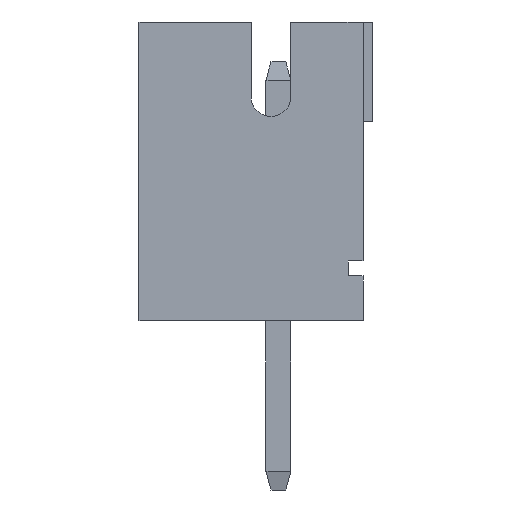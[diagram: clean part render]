
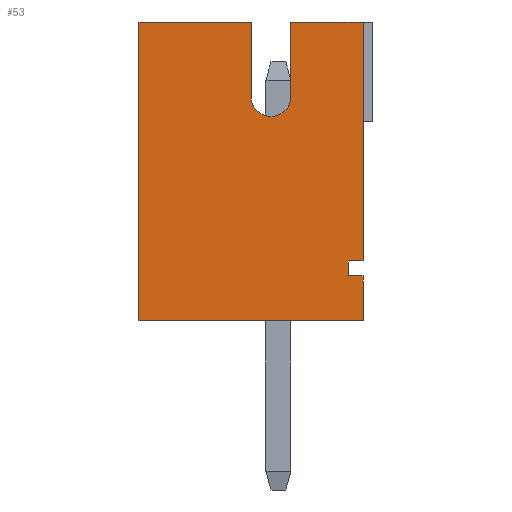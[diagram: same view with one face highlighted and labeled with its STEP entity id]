
A CAD part, left-side view. The second image highlights one B-rep face of the part: STEP entity #53.
In plain terms, the highlighted planar face has unit normal (-1, 0, 0).
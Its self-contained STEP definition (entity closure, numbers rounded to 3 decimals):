
#53=ADVANCED_FACE('',(#2177),#2179,.T.);
#2177=FACE_BOUND('',#2178,.T.);
#2178=EDGE_LOOP('',(#3867,#3868,#3869,#3870,#3871,#3872,#3873,#3874,#3875,#3876,
#3877,#3878));
#2179=PLANE('',#2180);
#2180=AXIS2_PLACEMENT_3D('',#2181,#2182,#2183);
#2181=CARTESIAN_POINT('',(-1.95,0.,0.));
#2182=DIRECTION('',(-1.,0.,0.));
#2183=DIRECTION('',(0.,0.,1.));
#3867=ORIENTED_EDGE('',*,*,#5035,.T.);
#3868=ORIENTED_EDGE('',*,*,#5036,.T.);
#3869=ORIENTED_EDGE('',*,*,#5037,.T.);
#3870=ORIENTED_EDGE('',*,*,#5038,.T.);
#3871=ORIENTED_EDGE('',*,*,#5039,.T.);
#3872=ORIENTED_EDGE('',*,*,#5040,.T.);
#3873=ORIENTED_EDGE('',*,*,#5041,.T.);
#3874=ORIENTED_EDGE('',*,*,#5042,.T.);
#3875=ORIENTED_EDGE('',*,*,#5043,.T.);
#3876=ORIENTED_EDGE('',*,*,#5044,.T.);
#3877=ORIENTED_EDGE('',*,*,#5045,.T.);
#3878=ORIENTED_EDGE('',*,*,#5046,.T.);
#5035=EDGE_CURVE('',#5619,#5620,#5621,.F.);
#5036=EDGE_CURVE('',#5620,#5622,#5623,.T.);
#5037=EDGE_CURVE('',#5622,#5624,#5625,.T.);
#5038=EDGE_CURVE('',#5624,#5626,#5627,.F.);
#5039=EDGE_CURVE('',#5626,#5628,#5629,.F.);
#5040=EDGE_CURVE('',#5628,#5630,#5631,.F.);
#5041=EDGE_CURVE('',#5630,#5632,#5633,.T.);
#5042=EDGE_CURVE('',#5632,#5634,#5635,.T.);
#5043=EDGE_CURVE('',#5634,#5636,#5637,.T.);
#5044=EDGE_CURVE('',#5636,#5638,#5639,.T.);
#5045=EDGE_CURVE('',#5638,#5640,#5641,.F.);
#5046=EDGE_CURVE('',#5640,#5619,#5642,.F.);
#5619=VERTEX_POINT('',#6568);
#5620=VERTEX_POINT('',#6569);
#5621=LINE('',#6570,#6571);
#5622=VERTEX_POINT('',#6573);
#5623=LINE('',#6574,#6575);
#5624=VERTEX_POINT('',#6577);
#5625=LINE('',#6578,#6579);
#5626=VERTEX_POINT('',#6581);
#5627=LINE('',#6582,#6583);
#5628=VERTEX_POINT('',#6585);
#5629=CIRCLE('',#6586,0.4);
#5630=VERTEX_POINT('',#6590);
#5631=LINE('',#6591,#6592);
#5632=VERTEX_POINT('',#6594);
#5633=LINE('',#6595,#6596);
#5634=VERTEX_POINT('',#6598);
#5635=LINE('',#6599,#6600);
#5636=VERTEX_POINT('',#6602);
#5637=LINE('',#6603,#6604);
#5638=VERTEX_POINT('',#6606);
#5639=LINE('',#6607,#6608);
#5640=VERTEX_POINT('',#6610);
#5641=LINE('',#6611,#6612);
#5642=LINE('',#6614,#6615);
#6568=CARTESIAN_POINT('',(-1.95,-1.4,1.2));
#6569=CARTESIAN_POINT('',(-1.95,-1.7,1.2));
#6570=CARTESIAN_POINT('',(-1.95,-1.7,1.2));
#6571=VECTOR('',#6572,1.);
#6572=DIRECTION('',(0.,1.,0.));
#6573=CARTESIAN_POINT('',(-1.95,-1.7,6.));
#6574=CARTESIAN_POINT('',(-1.95,-1.7,1.2));
#6575=VECTOR('',#6576,1.);
#6576=DIRECTION('',(0.,0.,1.));
#6577=CARTESIAN_POINT('',(-1.95,-0.25,6.));
#6578=CARTESIAN_POINT('',(-1.95,-1.7,6.));
#6579=VECTOR('',#6580,1.);
#6580=DIRECTION('',(0.,1.,0.));
#6581=CARTESIAN_POINT('',(-1.95,-0.25,4.5));
#6582=CARTESIAN_POINT('',(-1.95,-0.25,4.5));
#6583=VECTOR('',#6584,1.);
#6584=DIRECTION('',(0.,0.,1.));
#6585=CARTESIAN_POINT('',(-1.95,0.55,4.5));
#6586=AXIS2_PLACEMENT_3D('',#6587,#6588,#6589);
#6587=CARTESIAN_POINT('',(-1.95,0.15,4.5));
#6588=DIRECTION('',(-1.,0.,0.));
#6589=DIRECTION('',(0.,1.,0.));
#6590=CARTESIAN_POINT('',(-1.95,0.55,6.));
#6591=CARTESIAN_POINT('',(-1.95,0.55,6.));
#6592=VECTOR('',#6593,1.);
#6593=DIRECTION('',(0.,0.,-1.));
#6594=CARTESIAN_POINT('',(-1.95,2.8,6.));
#6595=CARTESIAN_POINT('',(-1.95,0.55,6.));
#6596=VECTOR('',#6597,1.);
#6597=DIRECTION('',(0.,1.,0.));
#6598=CARTESIAN_POINT('',(-1.95,2.8,0.));
#6599=CARTESIAN_POINT('',(-1.95,2.8,6.));
#6600=VECTOR('',#6601,1.);
#6601=DIRECTION('',(0.,0.,-1.));
#6602=CARTESIAN_POINT('',(-1.95,-1.7,0.));
#6603=CARTESIAN_POINT('',(-1.95,2.8,0.));
#6604=VECTOR('',#6605,1.);
#6605=DIRECTION('',(0.,-1.,0.));
#6606=CARTESIAN_POINT('',(-1.95,-1.7,0.9));
#6607=CARTESIAN_POINT('',(-1.95,-1.7,0.));
#6608=VECTOR('',#6609,1.);
#6609=DIRECTION('',(0.,0.,1.));
#6610=CARTESIAN_POINT('',(-1.95,-1.4,0.9));
#6611=CARTESIAN_POINT('',(-1.95,-1.4,0.9));
#6612=VECTOR('',#6613,1.);
#6613=DIRECTION('',(0.,-1.,0.));
#6614=CARTESIAN_POINT('',(-1.95,-1.4,1.2));
#6615=VECTOR('',#6616,1.);
#6616=DIRECTION('',(0.,0.,-1.));
